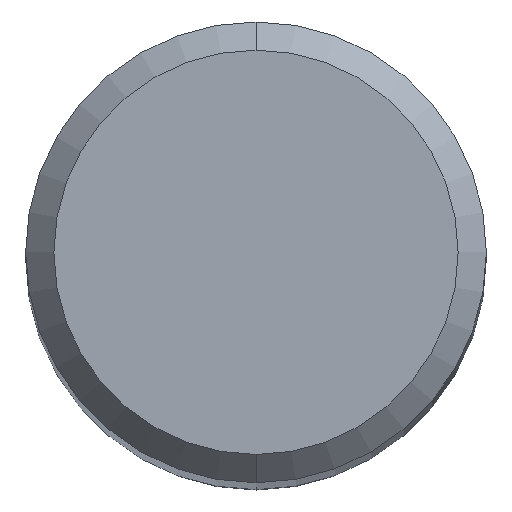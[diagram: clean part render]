
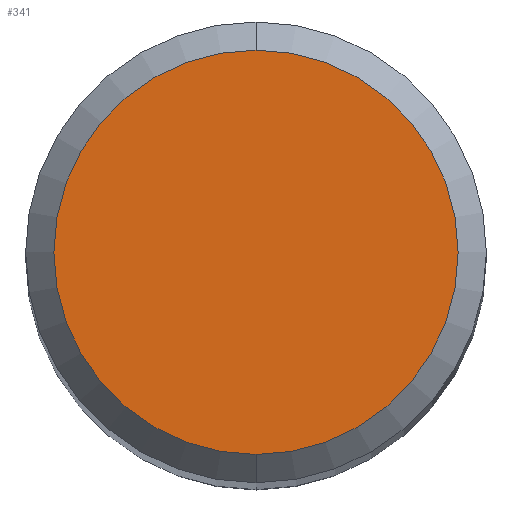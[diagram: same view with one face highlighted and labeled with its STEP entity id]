
A CAD part, top view. The second image highlights one B-rep face of the part: STEP entity #341.
In plain terms, the highlighted planar face has unit normal (0, 0, 1).
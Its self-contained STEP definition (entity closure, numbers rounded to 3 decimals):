
#167=EDGE_CURVE('',#263,#251,#404,.T.);
#235=EDGE_CURVE('',#251,#263,#482,.T.);
#251=VERTEX_POINT('',#499);
#263=VERTEX_POINT('',#512);
#341=ADVANCED_FACE('',(#599),#600,.T.);
#404=CIRCLE('',#658,2.15);
#482=CIRCLE('',#758,2.15);
#499=CARTESIAN_POINT('',(0.0,2.15,0.0));
#512=CARTESIAN_POINT('',(0.,-2.15,0.0));
#599=FACE_OUTER_BOUND('',#916,.T.);
#600=PLANE('',#917);
#658=AXIS2_PLACEMENT_3D('',#985,#986,#987);
#758=AXIS2_PLACEMENT_3D('',#1087,#1088,#1089);
#916=EDGE_LOOP('',(#1231,#1232));
#917=AXIS2_PLACEMENT_3D('',#1233,#1234,#1235);
#985=CARTESIAN_POINT('',(0.0,0.0,0.0));
#986=DIRECTION('',(0.0,0.0,-1.0));
#987=DIRECTION('',(0.0,1.0,0.0));
#1087=CARTESIAN_POINT('',(0.0,0.0,0.0));
#1088=DIRECTION('',(0.0,0.0,-1.0));
#1089=DIRECTION('',(0.0,1.0,0.0));
#1231=ORIENTED_EDGE('',*,*,#235,.F.);
#1232=ORIENTED_EDGE('',*,*,#167,.F.);
#1233=CARTESIAN_POINT('',(0.0,1.075,0.0));
#1234=DIRECTION('',(-0.0,0.0,1.0));
#1235=DIRECTION('',(0.0,-1.0,0.0));
